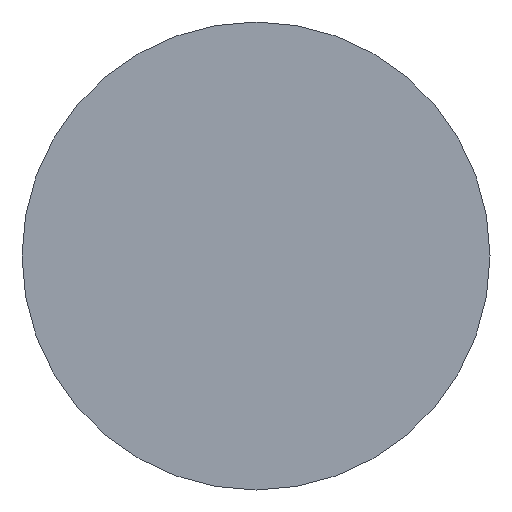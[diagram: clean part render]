
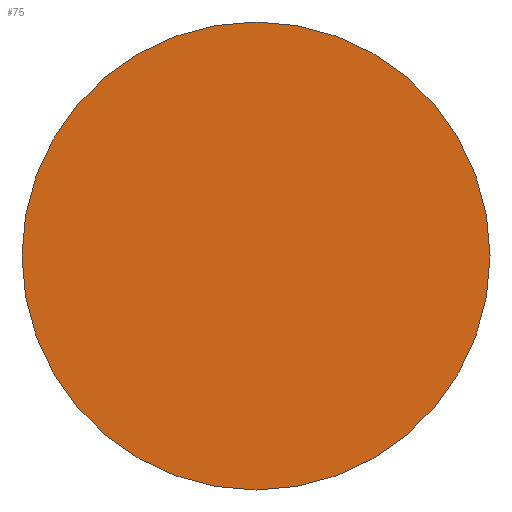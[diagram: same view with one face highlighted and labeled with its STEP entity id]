
A CAD part, left-side view. The second image highlights one B-rep face of the part: STEP entity #75.
In plain terms, the highlighted planar face has unit normal (-1, 0, 0).
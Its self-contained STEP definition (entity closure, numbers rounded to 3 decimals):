
#75=ADVANCED_FACE('',(#137),#138,.T.);
#137=FACE_OUTER_BOUND('',#199,.T.);
#138=PLANE('',#200);
#199=EDGE_LOOP('',(#430,#431));
#200=AXIS2_PLACEMENT_3D('',#432,#433,#434);
#430=ORIENTED_EDGE('',*,*,#493,.F.);
#431=ORIENTED_EDGE('',*,*,#497,.F.);
#432=CARTESIAN_POINT('',(0.,3.0,0.0));
#433=DIRECTION('',(-1.0,0.,0.0));
#434=DIRECTION('',(0.,-1.0,-0.0));
#493=EDGE_CURVE('',#605,#608,#609,.T.);
#497=EDGE_CURVE('',#608,#605,#614,.T.);
#605=VERTEX_POINT('',#733);
#608=VERTEX_POINT('',#737);
#609=CIRCLE('',#738,6.0);
#614=CIRCLE('',#744,6.0);
#733=CARTESIAN_POINT('',(0.,6.0,0.0));
#737=CARTESIAN_POINT('',(0.,-6.0,0.));
#738=AXIS2_PLACEMENT_3D('',#907,#908,#909);
#744=AXIS2_PLACEMENT_3D('',#917,#918,#919);
#907=CARTESIAN_POINT('',(0.,0.0,0.0));
#908=DIRECTION('',(1.0,0.0,0.0));
#909=DIRECTION('',(0.0,1.0,0.0));
#917=CARTESIAN_POINT('',(0.,0.0,0.0));
#918=DIRECTION('',(1.0,0.0,0.0));
#919=DIRECTION('',(0.0,1.0,0.0));
